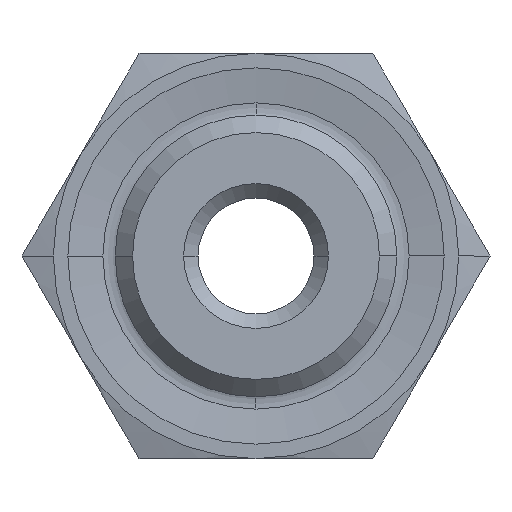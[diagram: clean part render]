
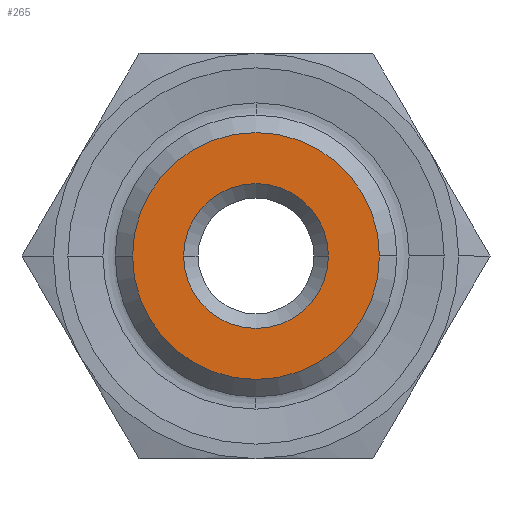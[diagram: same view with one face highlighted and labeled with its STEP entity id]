
A CAD part, left-side view. The second image highlights one B-rep face of the part: STEP entity #265.
In plain terms, the highlighted planar face has unit normal (-1, 0, 0).
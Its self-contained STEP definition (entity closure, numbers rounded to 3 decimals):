
#265 = ADVANCED_FACE( '', ( #507, #508 ), #509, .T. );
#507 = FACE_BOUND( '', #798, .T. );
#508 = FACE_OUTER_BOUND( '', #799, .T. );
#509 = PLANE( '', #800 );
#798 = EDGE_LOOP( '', ( #1621, #1622 ) );
#799 = EDGE_LOOP( '', ( #1623, #1624 ) );
#800 = AXIS2_PLACEMENT_3D( '', #1625, #1626, #1627 );
#1621 = ORIENTED_EDGE( '', *, *, #2152, .F. );
#1622 = ORIENTED_EDGE( '', *, *, #1994, .F. );
#1623 = ORIENTED_EDGE( '', *, *, #1947, .T. );
#1624 = ORIENTED_EDGE( '', *, *, #2168, .T. );
#1625 = CARTESIAN_POINT( '', ( -10.75, 3.382, 0. ) );
#1626 = DIRECTION( '', ( -1., 0., 0. ) );
#1627 = DIRECTION( '', ( 0., 1., 0. ) );
#1947 = EDGE_CURVE( '', #2262, #2266, #2268, .T. );
#1994 = EDGE_CURVE( '', #2349, #2347, #2351, .T. );
#2152 = EDGE_CURVE( '', #2347, #2349, #2608, .T. );
#2168 = EDGE_CURVE( '', #2266, #2262, #2624, .T. );
#2262 = VERTEX_POINT( '', #2770 );
#2266 = VERTEX_POINT( '', #2775 );
#2268 = CIRCLE( '', #2778, 4.264 );
#2347 = VERTEX_POINT( '', #2879 );
#2349 = VERTEX_POINT( '', #2882 );
#2351 = CIRCLE( '', #2885, 2.5 );
#2608 = CIRCLE( '', #3456, 2.5 );
#2624 = CIRCLE( '', #3472, 4.264 );
#2770 = CARTESIAN_POINT( '', ( -10.75, 4.264, 0. ) );
#2775 = CARTESIAN_POINT( '', ( -10.75, -4.264, 0. ) );
#2778 = AXIS2_PLACEMENT_3D( '', #3866, #3867, #3868 );
#2879 = CARTESIAN_POINT( '', ( -10.75, 2.5, 0. ) );
#2882 = CARTESIAN_POINT( '', ( -10.75, -2.5, 0. ) );
#2885 = AXIS2_PLACEMENT_3D( '', #3959, #3960, #3961 );
#3456 = AXIS2_PLACEMENT_3D( '', #4165, #4166, #4167 );
#3472 = AXIS2_PLACEMENT_3D( '', #4213, #4214, #4215 );
#3866 = CARTESIAN_POINT( '', ( -10.75, 0., 0. ) );
#3867 = DIRECTION( '', ( -1., 0., 0. ) );
#3868 = DIRECTION( '', ( 0., 1., 0. ) );
#3959 = CARTESIAN_POINT( '', ( -10.75, 0., 0. ) );
#3960 = DIRECTION( '', ( -1., 0., 0. ) );
#3961 = DIRECTION( '', ( 0., 1., 0. ) );
#4165 = CARTESIAN_POINT( '', ( -10.75, 0., 0. ) );
#4166 = DIRECTION( '', ( -1., 0., 0. ) );
#4167 = DIRECTION( '', ( 0., 1., 0. ) );
#4213 = CARTESIAN_POINT( '', ( -10.75, 0., 0. ) );
#4214 = DIRECTION( '', ( -1., 0., 0. ) );
#4215 = DIRECTION( '', ( 0., 1., 0. ) );
